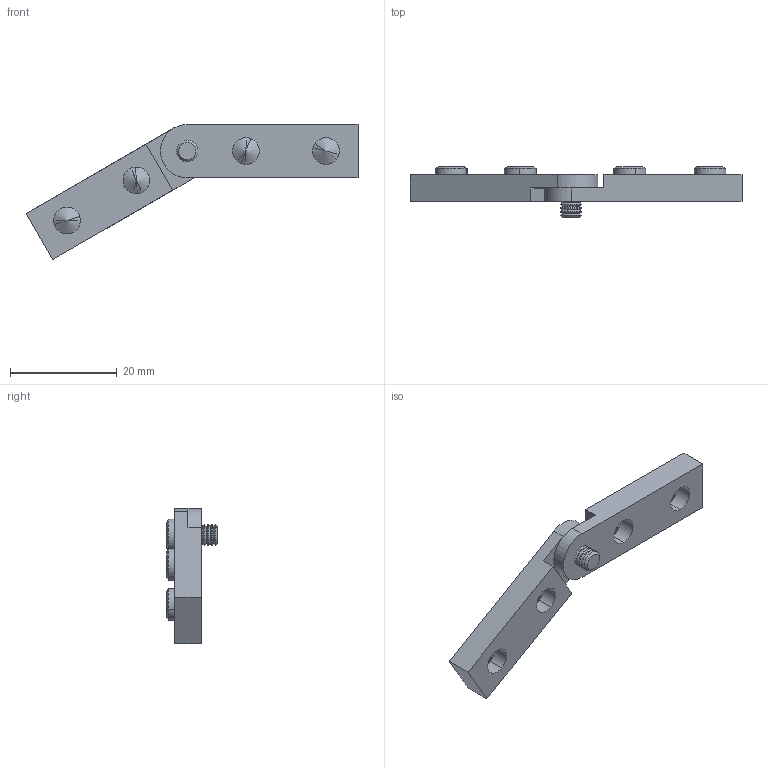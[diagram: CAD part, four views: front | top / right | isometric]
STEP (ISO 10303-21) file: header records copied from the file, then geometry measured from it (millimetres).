
FILE_DESCRIPTION (( 'STEP AP203' ), '1' );
FILE_NAME ('084.307.012.STEP', '2013-01-25T10:58:11', ( 'Alusic' ), ( 'Alusic' ), 'SwSTEP 2.0', 'SolidWorks 2011', '' );
FILE_SCHEMA (( 'CONFIG_CONTROL_DESIGN' ));
Length unit declared in the file: millimetre
Products named in the file (5): socket set screw cone point_iso_ISO 4027 - M6 x 5-N; 084.307.012; Socket Countersunk Head Screw_ALUSIC_ISO 10642 - M4 x 8 --- 8S; 084.307.012B; 084.307.012A
Assembly tree (7 placements, depth 2):
  084.307.012
    084.307.012B
    Socket Countersunk Head Screw_ALUSIC_ISO 10642 - M4 x 8 --- 8S
    socket set screw cone point_iso_ISO 4027 - M6 x 5-N  x4
    084.307.012A
Bounding box: 62.21 x 9.5 x 25.33 mm (x, y, z)
Volume: 3104.4 mm3; surface area: 3177.5 mm2
Topology: 7 solids, 7 shells, 142 faces, 340 edges, 207 vertices
Faces by surface type: plane 60, cone 44, cylinder 36, torus 2
Entity records: 3553 total; most frequent: DIRECTION 566, CARTESIAN_POINT 500, ORIENTED_EDGE 480, EDGE_CURVE 240, AXIS2_PLACEMENT_3D 216, VERTEX_POINT 150, LINE 134, VECTOR 134
